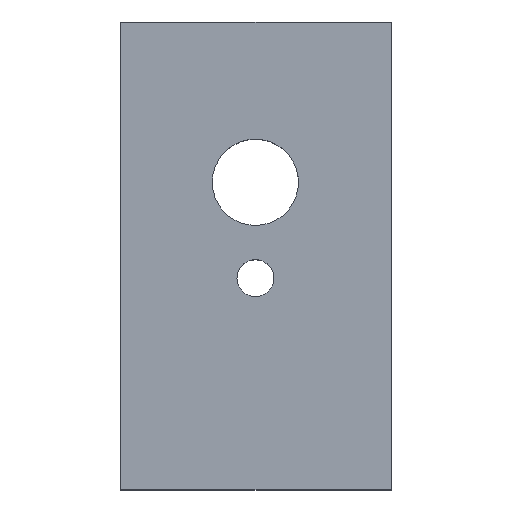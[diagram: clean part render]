
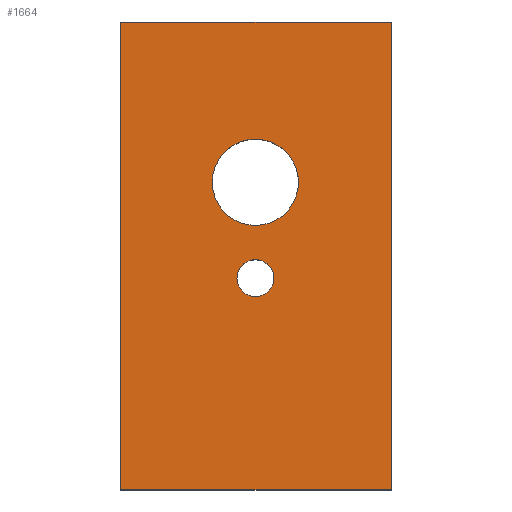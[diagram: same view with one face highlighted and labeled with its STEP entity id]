
A CAD part, top view. The second image highlights one B-rep face of the part: STEP entity #1664.
In plain terms, the highlighted planar face has unit normal (0, 0, 1).
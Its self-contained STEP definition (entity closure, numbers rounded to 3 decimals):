
#578 = CYLINDRICAL_SURFACE('',#579,1.905);
#579 = AXIS2_PLACEMENT_3D('',#580,#581,#582);
#580 = CARTESIAN_POINT('',(36.513,-43.18,0.));
#581 = DIRECTION('',(-0.,-0.,-1.));
#582 = DIRECTION('',(1.,0.,0.));
#632 = CYLINDRICAL_SURFACE('',#633,4.445);
#633 = AXIS2_PLACEMENT_3D('',#634,#635,#636);
#634 = CARTESIAN_POINT('',(36.513,-33.3,0.));
#635 = DIRECTION('',(-0.,-0.,-1.));
#636 = DIRECTION('',(1.,0.,0.));
#666 = PLANE('',#667);
#667 = AXIS2_PLACEMENT_3D('',#668,#669,#670);
#668 = CARTESIAN_POINT('',(22.606,-65.024,0.));
#669 = DIRECTION('',(-1.,0.,0.));
#670 = DIRECTION('',(0.,1.,0.));
#694 = PLANE('',#695);
#695 = AXIS2_PLACEMENT_3D('',#696,#697,#698);
#696 = CARTESIAN_POINT('',(22.606,-16.764,0.));
#697 = DIRECTION('',(0.,1.,0.));
#698 = DIRECTION('',(1.,0.,0.));
#903 = PLANE('',#904);
#904 = AXIS2_PLACEMENT_3D('',#905,#906,#907);
#905 = CARTESIAN_POINT('',(50.546,-16.764,0.));
#906 = DIRECTION('',(1.,0.,0.));
#907 = DIRECTION('',(0.,-1.,0.));
#929 = PLANE('',#930);
#930 = AXIS2_PLACEMENT_3D('',#931,#932,#933);
#931 = CARTESIAN_POINT('',(50.546,-65.024,0.));
#932 = DIRECTION('',(0.,-1.,0.));
#933 = DIRECTION('',(-1.,0.,0.));
#1169 = VERTEX_POINT('',#1170);
#1170 = CARTESIAN_POINT('',(38.418,-43.18,5.08));
#1191 = EDGE_CURVE('',#1169,#1169,#1192,.T.);
#1192 = SURFACE_CURVE('',#1193,(#1198,#1205),.PCURVE_S1.);
#1193 = CIRCLE('',#1194,1.905);
#1194 = AXIS2_PLACEMENT_3D('',#1195,#1196,#1197);
#1195 = CARTESIAN_POINT('',(36.513,-43.18,5.08));
#1196 = DIRECTION('',(0.,0.,-1.));
#1197 = DIRECTION('',(1.,0.,0.));
#1198 = PCURVE('',#578,#1199);
#1199 = DEFINITIONAL_REPRESENTATION('',(#1200),#1204);
#1200 = LINE('',#1201,#1202);
#1201 = CARTESIAN_POINT('',(-6.283,-5.08));
#1202 = VECTOR('',#1203,1.);
#1203 = DIRECTION('',(1.,-0.));
#1204 = ( GEOMETRIC_REPRESENTATION_CONTEXT(2) 
PARAMETRIC_REPRESENTATION_CONTEXT() REPRESENTATION_CONTEXT('2D SPACE',''
  ) );
#1205 = PCURVE('',#1206,#1211);
#1206 = PLANE('',#1207);
#1207 = AXIS2_PLACEMENT_3D('',#1208,#1209,#1210);
#1208 = CARTESIAN_POINT('',(36.576,-40.894,5.08));
#1209 = DIRECTION('',(-0.,-0.,-1.));
#1210 = DIRECTION('',(-1.,0.,0.));
#1211 = DEFINITIONAL_REPRESENTATION('',(#1212),#1216);
#1212 = CIRCLE('',#1213,1.905);
#1213 = AXIS2_PLACEMENT_2D('',#1214,#1215);
#1214 = CARTESIAN_POINT('',(0.064,-2.286));
#1215 = DIRECTION('',(-1.,0.));
#1216 = ( GEOMETRIC_REPRESENTATION_CONTEXT(2) 
PARAMETRIC_REPRESENTATION_CONTEXT() REPRESENTATION_CONTEXT('2D SPACE',''
  ) );
#1224 = VERTEX_POINT('',#1225);
#1225 = CARTESIAN_POINT('',(40.958,-33.3,5.08));
#1246 = EDGE_CURVE('',#1224,#1224,#1247,.T.);
#1247 = SURFACE_CURVE('',#1248,(#1253,#1260),.PCURVE_S1.);
#1248 = CIRCLE('',#1249,4.445);
#1249 = AXIS2_PLACEMENT_3D('',#1250,#1251,#1252);
#1250 = CARTESIAN_POINT('',(36.513,-33.3,5.08));
#1251 = DIRECTION('',(0.,0.,-1.));
#1252 = DIRECTION('',(1.,0.,0.));
#1253 = PCURVE('',#632,#1254);
#1254 = DEFINITIONAL_REPRESENTATION('',(#1255),#1259);
#1255 = LINE('',#1256,#1257);
#1256 = CARTESIAN_POINT('',(-6.283,-5.08));
#1257 = VECTOR('',#1258,1.);
#1258 = DIRECTION('',(1.,-0.));
#1259 = ( GEOMETRIC_REPRESENTATION_CONTEXT(2) 
PARAMETRIC_REPRESENTATION_CONTEXT() REPRESENTATION_CONTEXT('2D SPACE',''
  ) );
#1260 = PCURVE('',#1206,#1261);
#1261 = DEFINITIONAL_REPRESENTATION('',(#1262),#1266);
#1262 = CIRCLE('',#1263,4.445);
#1263 = AXIS2_PLACEMENT_2D('',#1264,#1265);
#1264 = CARTESIAN_POINT('',(0.064,7.594));
#1265 = DIRECTION('',(-1.,0.));
#1266 = ( GEOMETRIC_REPRESENTATION_CONTEXT(2) 
PARAMETRIC_REPRESENTATION_CONTEXT() REPRESENTATION_CONTEXT('2D SPACE',''
  ) );
#1273 = VERTEX_POINT('',#1274);
#1274 = CARTESIAN_POINT('',(22.606,-65.024,5.08));
#1295 = EDGE_CURVE('',#1273,#1296,#1298,.T.);
#1296 = VERTEX_POINT('',#1297);
#1297 = CARTESIAN_POINT('',(22.606,-16.764,5.08));
#1298 = SURFACE_CURVE('',#1299,(#1303,#1310),.PCURVE_S1.);
#1299 = LINE('',#1300,#1301);
#1300 = CARTESIAN_POINT('',(22.606,-65.024,5.08));
#1301 = VECTOR('',#1302,1.);
#1302 = DIRECTION('',(0.,1.,0.));
#1303 = PCURVE('',#666,#1304);
#1304 = DEFINITIONAL_REPRESENTATION('',(#1305),#1309);
#1305 = LINE('',#1306,#1307);
#1306 = CARTESIAN_POINT('',(0.,-5.08));
#1307 = VECTOR('',#1308,1.);
#1308 = DIRECTION('',(1.,0.));
#1309 = ( GEOMETRIC_REPRESENTATION_CONTEXT(2) 
PARAMETRIC_REPRESENTATION_CONTEXT() REPRESENTATION_CONTEXT('2D SPACE',''
  ) );
#1310 = PCURVE('',#1206,#1311);
#1311 = DEFINITIONAL_REPRESENTATION('',(#1312),#1316);
#1312 = LINE('',#1313,#1314);
#1313 = CARTESIAN_POINT('',(13.97,-24.13));
#1314 = VECTOR('',#1315,1.);
#1315 = DIRECTION('',(0.,1.));
#1316 = ( GEOMETRIC_REPRESENTATION_CONTEXT(2) 
PARAMETRIC_REPRESENTATION_CONTEXT() REPRESENTATION_CONTEXT('2D SPACE',''
  ) );
#1344 = VERTEX_POINT('',#1345);
#1345 = CARTESIAN_POINT('',(50.546,-65.024,5.08));
#1366 = EDGE_CURVE('',#1344,#1273,#1367,.T.);
#1367 = SURFACE_CURVE('',#1368,(#1372,#1379),.PCURVE_S1.);
#1368 = LINE('',#1369,#1370);
#1369 = CARTESIAN_POINT('',(50.546,-65.024,5.08));
#1370 = VECTOR('',#1371,1.);
#1371 = DIRECTION('',(-1.,0.,0.));
#1372 = PCURVE('',#929,#1373);
#1373 = DEFINITIONAL_REPRESENTATION('',(#1374),#1378);
#1374 = LINE('',#1375,#1376);
#1375 = CARTESIAN_POINT('',(0.,-5.08));
#1376 = VECTOR('',#1377,1.);
#1377 = DIRECTION('',(1.,0.));
#1378 = ( GEOMETRIC_REPRESENTATION_CONTEXT(2) 
PARAMETRIC_REPRESENTATION_CONTEXT() REPRESENTATION_CONTEXT('2D SPACE',''
  ) );
#1379 = PCURVE('',#1206,#1380);
#1380 = DEFINITIONAL_REPRESENTATION('',(#1381),#1385);
#1381 = LINE('',#1382,#1383);
#1382 = CARTESIAN_POINT('',(-13.97,-24.13));
#1383 = VECTOR('',#1384,1.);
#1384 = DIRECTION('',(1.,0.));
#1385 = ( GEOMETRIC_REPRESENTATION_CONTEXT(2) 
PARAMETRIC_REPRESENTATION_CONTEXT() REPRESENTATION_CONTEXT('2D SPACE',''
  ) );
#1393 = VERTEX_POINT('',#1394);
#1394 = CARTESIAN_POINT('',(50.546,-16.764,5.08));
#1415 = EDGE_CURVE('',#1393,#1344,#1416,.T.);
#1416 = SURFACE_CURVE('',#1417,(#1421,#1428),.PCURVE_S1.);
#1417 = LINE('',#1418,#1419);
#1418 = CARTESIAN_POINT('',(50.546,-16.764,5.08));
#1419 = VECTOR('',#1420,1.);
#1420 = DIRECTION('',(0.,-1.,0.));
#1421 = PCURVE('',#903,#1422);
#1422 = DEFINITIONAL_REPRESENTATION('',(#1423),#1427);
#1423 = LINE('',#1424,#1425);
#1424 = CARTESIAN_POINT('',(0.,-5.08));
#1425 = VECTOR('',#1426,1.);
#1426 = DIRECTION('',(1.,0.));
#1427 = ( GEOMETRIC_REPRESENTATION_CONTEXT(2) 
PARAMETRIC_REPRESENTATION_CONTEXT() REPRESENTATION_CONTEXT('2D SPACE',''
  ) );
#1428 = PCURVE('',#1206,#1429);
#1429 = DEFINITIONAL_REPRESENTATION('',(#1430),#1434);
#1430 = LINE('',#1431,#1432);
#1431 = CARTESIAN_POINT('',(-13.97,24.13));
#1432 = VECTOR('',#1433,1.);
#1433 = DIRECTION('',(0.,-1.));
#1434 = ( GEOMETRIC_REPRESENTATION_CONTEXT(2) 
PARAMETRIC_REPRESENTATION_CONTEXT() REPRESENTATION_CONTEXT('2D SPACE',''
  ) );
#1442 = EDGE_CURVE('',#1296,#1393,#1443,.T.);
#1443 = SURFACE_CURVE('',#1444,(#1448,#1455),.PCURVE_S1.);
#1444 = LINE('',#1445,#1446);
#1445 = CARTESIAN_POINT('',(22.606,-16.764,5.08));
#1446 = VECTOR('',#1447,1.);
#1447 = DIRECTION('',(1.,0.,0.));
#1448 = PCURVE('',#694,#1449);
#1449 = DEFINITIONAL_REPRESENTATION('',(#1450),#1454);
#1450 = LINE('',#1451,#1452);
#1451 = CARTESIAN_POINT('',(0.,-5.08));
#1452 = VECTOR('',#1453,1.);
#1453 = DIRECTION('',(1.,0.));
#1454 = ( GEOMETRIC_REPRESENTATION_CONTEXT(2) 
PARAMETRIC_REPRESENTATION_CONTEXT() REPRESENTATION_CONTEXT('2D SPACE',''
  ) );
#1455 = PCURVE('',#1206,#1456);
#1456 = DEFINITIONAL_REPRESENTATION('',(#1457),#1461);
#1457 = LINE('',#1458,#1459);
#1458 = CARTESIAN_POINT('',(13.97,24.13));
#1459 = VECTOR('',#1460,1.);
#1460 = DIRECTION('',(-1.,0.));
#1461 = ( GEOMETRIC_REPRESENTATION_CONTEXT(2) 
PARAMETRIC_REPRESENTATION_CONTEXT() REPRESENTATION_CONTEXT('2D SPACE',''
  ) );
#1664 = ADVANCED_FACE('',(#1665,#1671,#1674),#1206,.F.);
#1665 = FACE_BOUND('',#1666,.F.);
#1666 = EDGE_LOOP('',(#1667,#1668,#1669,#1670));
#1667 = ORIENTED_EDGE('',*,*,#1442,.T.);
#1668 = ORIENTED_EDGE('',*,*,#1415,.T.);
#1669 = ORIENTED_EDGE('',*,*,#1366,.T.);
#1670 = ORIENTED_EDGE('',*,*,#1295,.T.);
#1671 = FACE_BOUND('',#1672,.F.);
#1672 = EDGE_LOOP('',(#1673));
#1673 = ORIENTED_EDGE('',*,*,#1246,.F.);
#1674 = FACE_BOUND('',#1675,.F.);
#1675 = EDGE_LOOP('',(#1676));
#1676 = ORIENTED_EDGE('',*,*,#1191,.F.);
